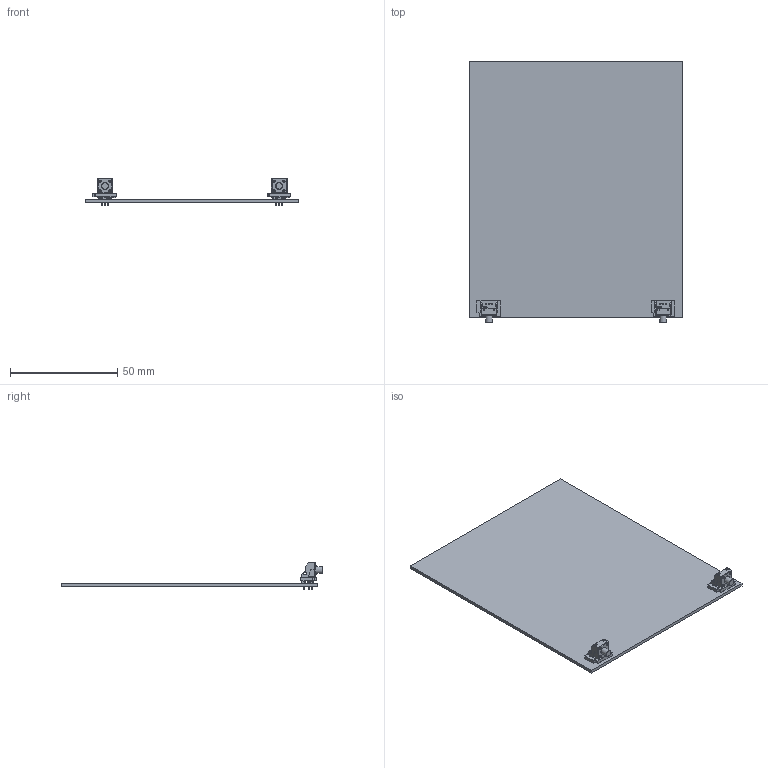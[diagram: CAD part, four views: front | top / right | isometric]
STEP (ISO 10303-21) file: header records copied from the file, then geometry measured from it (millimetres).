
FILE_DESCRIPTION(('KiCad electronic assembly'),'2;1');
FILE_NAME('Reference_PTS645V.step','2025-10-04T09:41:08',('Pcbnew'),( 'Kicad'),'Open CASCADE STEP processor 7.6','KiCad to STEP converter' ,'Unknown');
FILE_SCHEMA(('AUTOMOTIVE_DESIGN { 1 0 10303 214 1 1 1 1 }'));
Length unit declared in the file: millimetre
Products named in the file (12): Reference_PTS645V 1; smol; SW_Tactile_SPST_Angled_PTS645Vx58-2LFS; R_0805_2012Metric; PinHeader_1x03_P1.27mm_Vertical; PinHeader_1x02_P1.27mm_Vertical; 50mil_PTS645_module_silkscreen; 50mil_PTS645_module_soldermask; 50mil_PTS645_module_PCB; Protoboard_Noppera-boo50mil_100mmX120mm_PCB
Assembly tree (12 placements, depth 3):
  Reference_PTS645V 1
    smol  x2
      SW_Tactile_SPST_Angled_PTS645Vx58-2LFS
      R_0805_2012Metric
      PinHeader_1x03_P1.27mm_Vertical
      PinHeader_1x02_P1.27mm_Vertical
      50mil_PTS645_module_silkscreen
      50mil_PTS645_module_silkscreen
      50mil_PTS645_module_soldermask
      50mil_PTS645_module_soldermask
      50mil_PTS645_module_PCB
    Protoboard_Noppera-boo50mil_100mmX120mm_PCB
Bounding box: 99.6 x 121.95 x 12.69 mm (x, y, z)
Volume: 18606.9 mm3; surface area: 26305.1 mm2
Topology: 11 solids, 59 shells, 668 faces, 2116 edges, 1568 vertices
Faces by surface type: plane 540, cylinder 118, sphere 8, torus 2
Full cylindrical faces by diameter (mm): 0.65 x20, 0.8 x8, 0.99 x4, 1 x8, 1.2 x4, 1.3 x4, 3.14 x2, 3.5 x2
Entity records: 12530 total; most frequent: CARTESIAN_POINT 2228, DIRECTION 2026, ORIENTED_EDGE 1873, EDGE_CURVE 1075, LINE 834, VECTOR 834, VERTEX_POINT 798, AXIS2_PLACEMENT_3D 596
